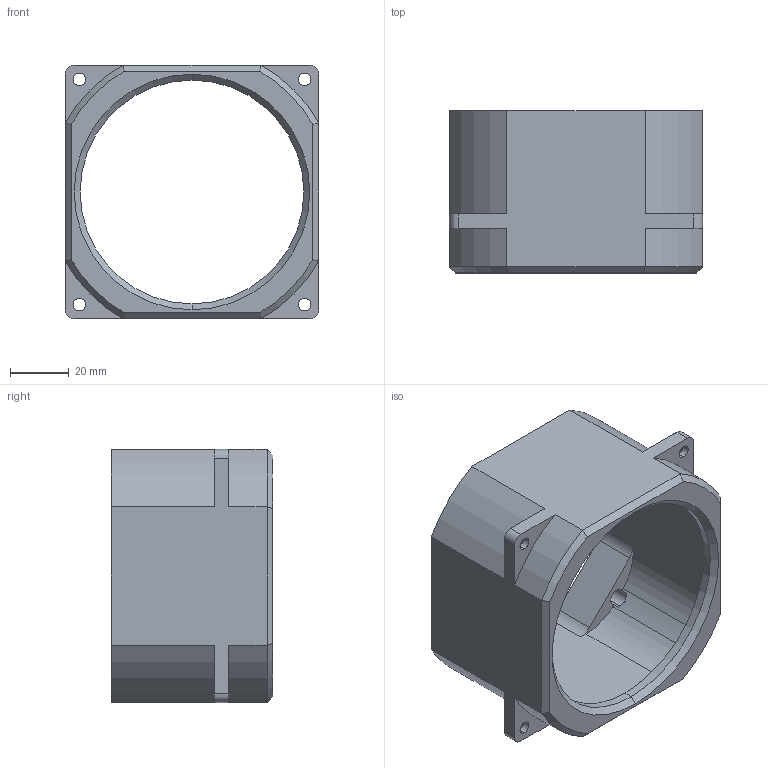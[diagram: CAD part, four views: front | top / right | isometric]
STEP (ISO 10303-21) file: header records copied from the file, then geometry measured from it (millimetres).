
FILE_DESCRIPTION (( 'STEP AP214' ), '1' );
FILE_NAME ('AV2_P1_USI_BAC001.STEP', '2021-01-13T14:14:10', ( '' ), ( '' ), 'SwSTEP 2.0', 'SolidWorks 2016', '' );
FILE_SCHEMA (( 'AUTOMOTIVE_DESIGN' ));
Length unit declared in the file: millimetre
Products named in the file (1): AV2_P1_USI_BAC001
Bounding box: 86 x 55 x 86 mm (x, y, z)
Volume: 79039.2 mm3; surface area: 38220.2 mm2
Topology: 1 solids, 1 shells, 103 faces, 284 edges, 181 vertices
Faces by surface type: cylinder 48, plane 31, cone 24
Entity records: 3417 total; most frequent: CARTESIAN_POINT 641, DIRECTION 605, ORIENTED_EDGE 568, EDGE_CURVE 284, AXIS2_PLACEMENT_3D 229, VERTEX_POINT 181, LINE 147, VECTOR 147
